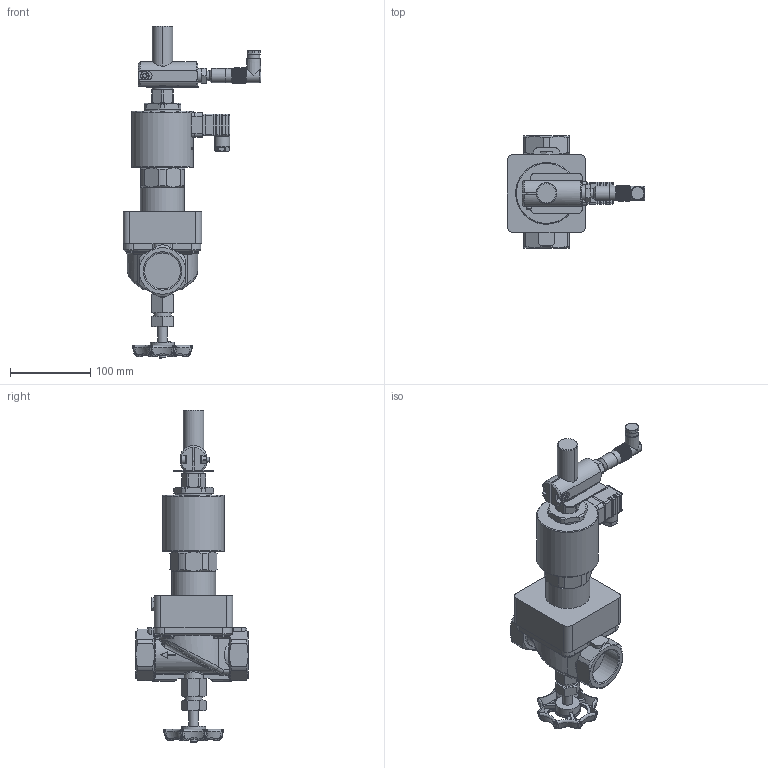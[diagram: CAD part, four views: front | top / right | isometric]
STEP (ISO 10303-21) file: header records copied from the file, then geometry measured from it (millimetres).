
FILE_DESCRIPTION(/* description */ (''),/* implementation_level */ '2;1');
FILE_NAME(/* name */ '049.003816_3-050-27-1004-T242-HA-1U.stp',/* time_stamp */ '2025-04-22T11:42:00+02:00',/* author */ ('CBeuthner'),/* organization */ (''),/* preprocessor_version */ 'ST-DEVELOPER v20',/* originating_system */ 'Autodesk Inventor 2024',/* authorisation */ '');
FILE_SCHEMA (('AUTOMOTIVE_DESIGN { 1 0 10303 214 3 1 1 }'));
Products named in the file (1): Bauteil1
Bounding box: 171.7 x 140 x 414.2 mm (x, y, z)
Volume: 1494960.6 mm3; surface area: 159292.5 mm2
Topology: 1 solids, 1 shells, 2109 faces, 5457 edges, 3468 vertices
Faces by surface type: plane 1039, cone 386, cylinder 339, bspline 197, torus 138, sphere 10
Full cylindrical faces by diameter (mm): 4 x2, 4.917 x2, 5 x1, 6 x4, 8.5 x1, 11.8 x1, 12 x2, 13.6 x1, 14 x1, 15.2 x1, 17 x1, 18 x5, 18.9 x1, 19.2 x1, 22 x1, 25.8 x1, 29 x1, 30 x1, 30.959 x1, 44 x1, 44.845 x2, 55 x1, 77 x1
Entity records: 88133 total; most frequent: CARTESIAN_POINT 36875, ORIENTED_EDGE 10848, DIRECTION 9403, EDGE_CURVE 5424, VERTEX_POINT 3468, AXIS2_PLACEMENT_3D 3408, LINE 2587, VECTOR 2587
